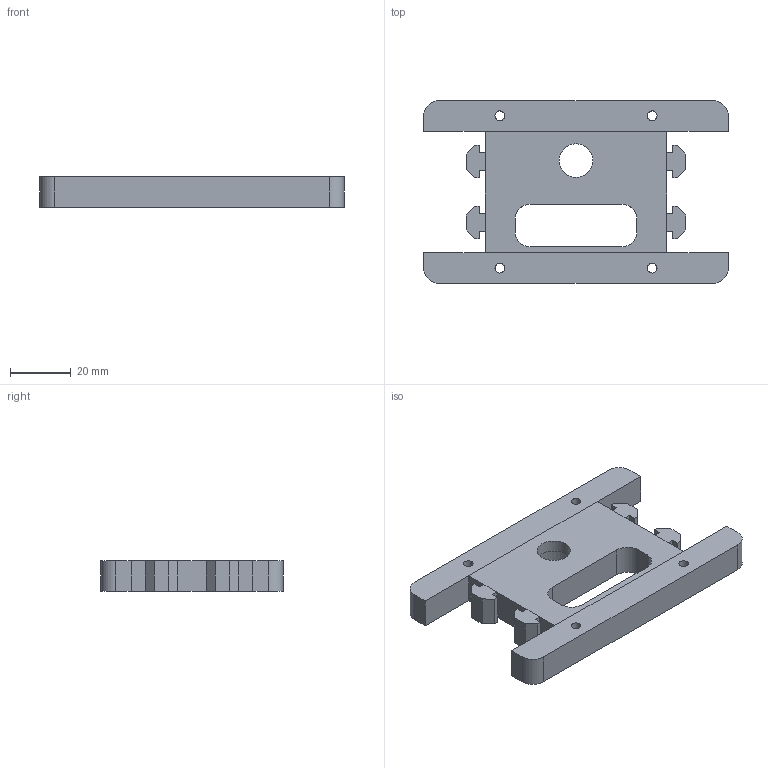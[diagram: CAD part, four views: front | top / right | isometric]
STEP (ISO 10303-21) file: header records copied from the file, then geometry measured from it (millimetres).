
FILE_DESCRIPTION(('FreeCAD Model'),'2;1');
FILE_NAME('Open CASCADE Shape Model','2022-02-10T14:14:12',('Author'),( ''),'Open CASCADE STEP processor 7.5','FreeCAD','Unknown');
FILE_SCHEMA(('AUTOMOTIVE_DESIGN { 1 0 10303 214 1 1 1 1 }'));
Length unit declared in the file: millimetre
Products named in the file (1): Z_TopPlate
Bounding box: 100 x 60 x 10 mm (x, y, z)
Volume: 37912 mm3; surface area: 14467.3 mm2
Topology: 1 solids, 1 shells, 113 faces, 294 edges, 188 vertices
Faces by surface type: plane 99, cylinder 14
Full cylindrical faces by diameter (mm): 3.2 x4, 11 x1, 16.1 x1
Entity records: 7276 total; most frequent: CARTESIAN_POINT 1232, DIRECTION 1130, LINE 826, VECTOR 826, ORIENTED_EDGE 588, PCURVE 588, DEFINITIONAL_REPRESENTATION 588, EDGE_CURVE 294
